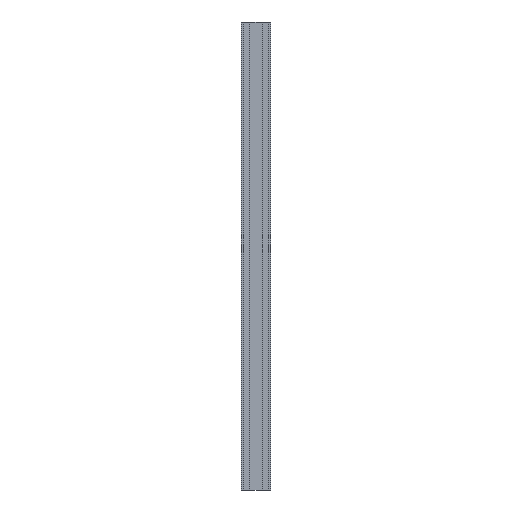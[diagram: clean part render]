
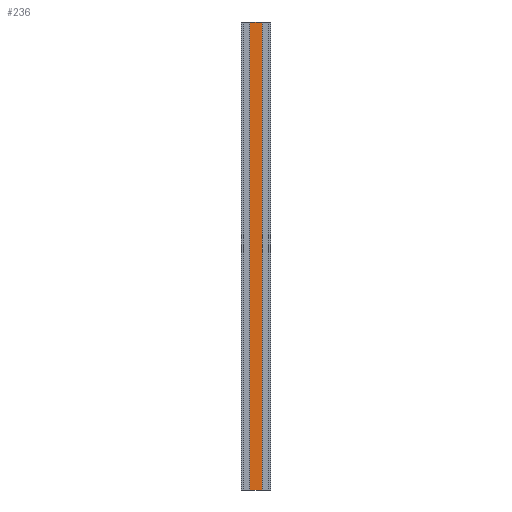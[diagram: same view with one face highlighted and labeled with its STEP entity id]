
A CAD part, front view. The second image highlights one B-rep face of the part: STEP entity #236.
In plain terms, the highlighted planar face has unit normal (0, -1, 0).
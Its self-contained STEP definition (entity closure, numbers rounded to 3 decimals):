
#21 = CARTESIAN_POINT ( 'NONE',  ( -27.7, -1.5, -2000. ) ) ;
#22 = PLANE ( 'NONE',  #418 ) ;
#33 = CARTESIAN_POINT ( 'NONE',  ( -27.7, -1.5, -2000. ) ) ;
#46 = DIRECTION ( 'NONE',  ( 0., -1., 0. ) ) ;
#53 = DIRECTION ( 'NONE',  ( 1., 0., 0. ) ) ;
#100 = CARTESIAN_POINT ( 'NONE',  ( -27.7, -1.5, 0. ) ) ;
#216 = VECTOR ( 'NONE', #607, 1000. ) ;
#221 = VECTOR ( 'NONE', #529, 1000. ) ;
#222 = LINE ( 'NONE', #541, #216 ) ;
#223 = VECTOR ( 'NONE', #484, 1000. ) ;
#226 = LINE ( 'NONE', #532, #221 ) ;
#227 = VECTOR ( 'NONE', #503, 1000. ) ;
#228 = LINE ( 'NONE', #478, #223 ) ;
#230 = LINE ( 'NONE', #355, #227 ) ;
#236 = ADVANCED_FACE ( 'NONE', ( #289 ), #22, .T. ) ;
#289 = FACE_OUTER_BOUND ( 'NONE', #609, .T. ) ;
#318 = CARTESIAN_POINT ( 'NONE',  ( 27.7, -1.5, 0. ) ) ;
#355 = CARTESIAN_POINT ( 'NONE',  ( -27.7, -1.5, -2000. ) ) ;
#370 = CARTESIAN_POINT ( 'NONE',  ( 27.7, -1.5, -2000. ) ) ;
#400 = VERTEX_POINT ( 'NONE', #370 ) ;
#418 = AXIS2_PLACEMENT_3D ( 'NONE', #21, #46, #53 ) ;
#439 = EDGE_CURVE ( 'NONE', #534, #400, #230, .T. ) ;
#441 = EDGE_CURVE ( 'NONE', #534, #526, #228, .T. ) ;
#445 = EDGE_CURVE ( 'NONE', #526, #589, #226, .T. ) ;
#447 = EDGE_CURVE ( 'NONE', #400, #589, #222, .T. ) ;
#461 = ORIENTED_EDGE ( 'NONE', *, *, #441, .F. ) ;
#463 = ORIENTED_EDGE ( 'NONE', *, *, #439, .T. ) ;
#475 = ORIENTED_EDGE ( 'NONE', *, *, #445, .F. ) ;
#478 = CARTESIAN_POINT ( 'NONE',  ( -27.7, -1.5, -2000. ) ) ;
#481 = ORIENTED_EDGE ( 'NONE', *, *, #447, .T. ) ;
#484 = DIRECTION ( 'NONE',  ( 0., 0., 1. ) ) ;
#503 = DIRECTION ( 'NONE',  ( 1., 0., 0. ) ) ;
#526 = VERTEX_POINT ( 'NONE', #100 ) ;
#529 = DIRECTION ( 'NONE',  ( 1., 0., 0. ) ) ;
#532 = CARTESIAN_POINT ( 'NONE',  ( -27.7, -1.5, 0. ) ) ;
#534 = VERTEX_POINT ( 'NONE', #33 ) ;
#541 = CARTESIAN_POINT ( 'NONE',  ( 27.7, -1.5, -2000. ) ) ;
#589 = VERTEX_POINT ( 'NONE', #318 ) ;
#607 = DIRECTION ( 'NONE',  ( 0., 0., 1. ) ) ;
#609 = EDGE_LOOP ( 'NONE', ( #475, #461, #463, #481 ) ) ;
